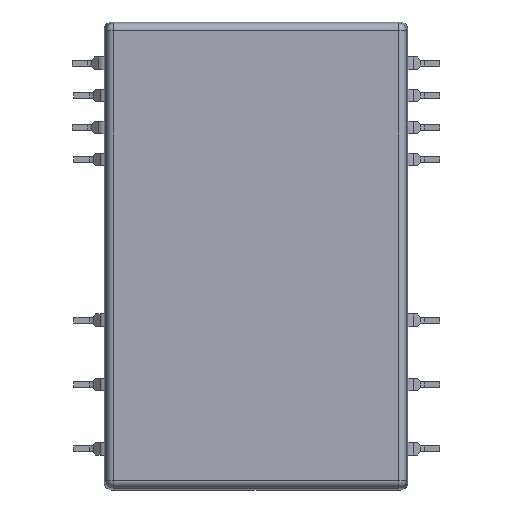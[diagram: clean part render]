
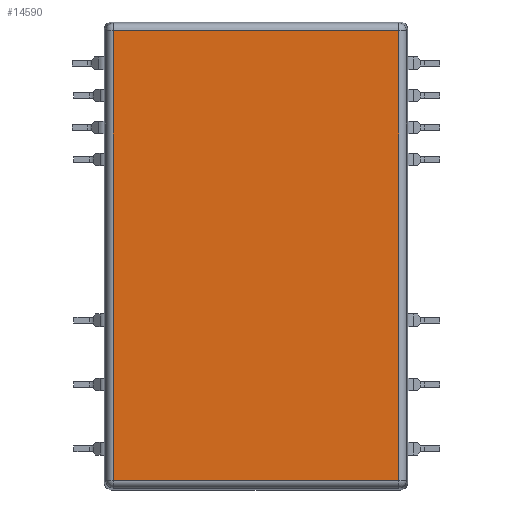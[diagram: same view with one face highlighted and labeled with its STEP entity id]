
A CAD part, top view. The second image highlights one B-rep face of the part: STEP entity #14590.
In plain terms, the highlighted planar face has unit normal (0, 0, 1).
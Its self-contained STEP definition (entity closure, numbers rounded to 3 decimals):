
#5590=CARTESIAN_POINT('',(8.135,45.256,15.));
#5600=VERTEX_POINT('',#5590);
#5630=CARTESIAN_POINT('',(30.683,45.256,15.));
#5640=DIRECTION('',(-1.,0.,0.));
#5650=VECTOR('',#5640,1.);
#5660=LINE('',#5630,#5650);
#5670=CARTESIAN_POINT('',(30.683,45.256,15.));
#5680=VERTEX_POINT('',#5670);
#5690=EDGE_CURVE('',#5680,#5600,#5660,.T.);
#6120=CARTESIAN_POINT('',(30.683,80.804,15.));
#6130=DIRECTION('',(0.,-1.,0.));
#6140=VECTOR('',#6130,1.);
#6150=LINE('',#6120,#6140);
#6160=CARTESIAN_POINT('',(30.683,80.804,15.));
#6170=VERTEX_POINT('',#6160);
#6180=EDGE_CURVE('',#6170,#5680,#6150,.T.);
#7330=CARTESIAN_POINT('',(8.135,80.804,15.));
#7340=DIRECTION('',(1.,0.,0.));
#7350=VECTOR('',#7340,1.);
#7360=LINE('',#7330,#7350);
#7370=CARTESIAN_POINT('',(8.135,80.804,15.));
#7380=VERTEX_POINT('',#7370);
#7390=EDGE_CURVE('',#7380,#6170,#7360,.T.);
#7900=CARTESIAN_POINT('',(8.135,45.256,15.));
#7910=DIRECTION('',(0.,1.,0.));
#7920=VECTOR('',#7910,1.);
#7930=LINE('',#7900,#7920);
#7940=EDGE_CURVE('',#5600,#7380,#7930,.T.);
#14480=CARTESIAN_POINT('',(0.,0.,15.));
#14490=DIRECTION('',(0.,0.,1.));
#14500=DIRECTION('',(1.,0.,0.));
#14510=AXIS2_PLACEMENT_3D('',#14480,#14490,#14500);
#14520=PLANE('',#14510);
#14530=ORIENTED_EDGE('',*,*,#6180,.F.);
#14540=ORIENTED_EDGE('',*,*,#5690,.F.);
#14550=ORIENTED_EDGE('',*,*,#7940,.F.);
#14560=ORIENTED_EDGE('',*,*,#7390,.F.);
#14570=EDGE_LOOP('',(#14560,#14550,#14540,#14530));
#14580=FACE_OUTER_BOUND('',#14570,.T.);
#14590=ADVANCED_FACE('',(#14580),#14520,.T.);
